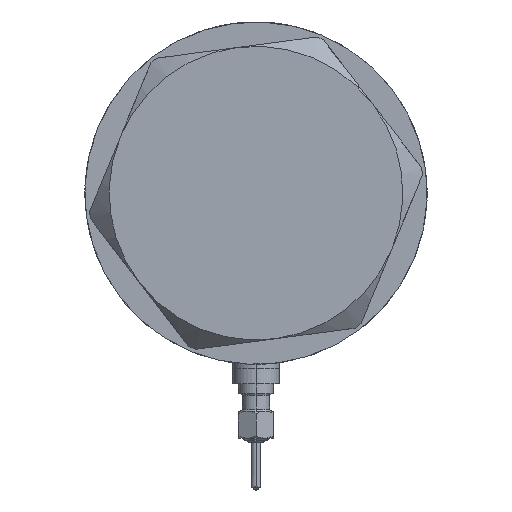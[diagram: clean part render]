
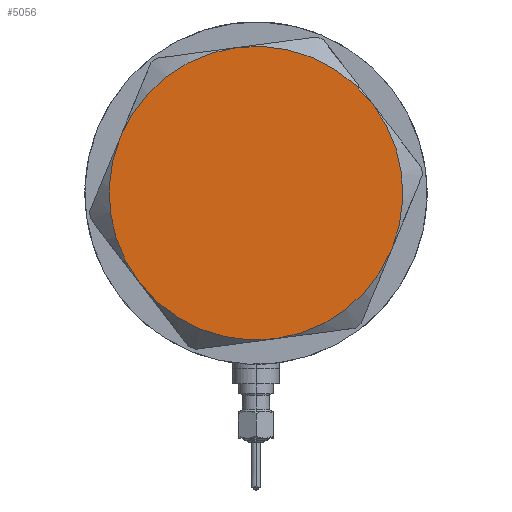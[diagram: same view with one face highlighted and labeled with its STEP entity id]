
A CAD part, left-side view. The second image highlights one B-rep face of the part: STEP entity #5056.
In plain terms, the highlighted face is planar.
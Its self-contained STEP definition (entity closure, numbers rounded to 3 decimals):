
#36 = DIRECTION ( 'NONE',  ( 1., 0., 0. ) ) ;
#72 = AXIS2_PLACEMENT_3D ( 'NONE', #2193, #614, #1160 ) ;
#138 = DIRECTION ( 'NONE',  ( 0., 0., 1. ) ) ;
#419 = ORIENTED_EDGE ( 'NONE', *, *, #2320, .T. ) ;
#541 = ORIENTED_EDGE ( 'NONE', *, *, #1667, .T. ) ;
#614 = DIRECTION ( 'NONE',  ( 0., 0., 1. ) ) ;
#785 = DIRECTION ( 'NONE',  ( 0., 0., 1. ) ) ;
#866 = VERTEX_POINT ( 'NONE', #6104 ) ;
#899 = CIRCLE ( 'NONE', #3542, 37.75 ) ;
#928 = VERTEX_POINT ( 'NONE', #2205 ) ;
#1050 = CARTESIAN_POINT ( 'NONE',  ( -37.75, 0., 13. ) ) ;
#1114 = AXIS2_PLACEMENT_3D ( 'NONE', #2495, #6548, #1119 ) ;
#1119 = DIRECTION ( 'NONE',  ( 1., 0., 0. ) ) ;
#1160 = DIRECTION ( 'NONE',  ( 1., 0., 0. ) ) ;
#1667 = EDGE_CURVE ( 'NONE', #4878, #866, #3208, .T. ) ;
#1673 = CARTESIAN_POINT ( 'NONE',  ( 0., 0., 13. ) ) ;
#1867 = DIRECTION ( 'NONE',  ( 1., 0., 0. ) ) ;
#2148 = VERTEX_POINT ( 'NONE', #5005 ) ;
#2193 = CARTESIAN_POINT ( 'NONE',  ( 0., 0., 13. ) ) ;
#2205 = CARTESIAN_POINT ( 'NONE',  ( 18.875, 32.692, 13. ) ) ;
#2225 = PLANE ( 'NONE',  #5876 ) ;
#2320 = EDGE_CURVE ( 'NONE', #6099, #4878, #6054, .T. ) ;
#2472 = DIRECTION ( 'NONE',  ( 0., 0., 1. ) ) ;
#2495 = CARTESIAN_POINT ( 'NONE',  ( 0., 0., 13. ) ) ;
#2538 = CARTESIAN_POINT ( 'NONE',  ( 0., 0., 13. ) ) ;
#2724 = DIRECTION ( 'NONE',  ( 0., 0., 1. ) ) ;
#2787 = ORIENTED_EDGE ( 'NONE', *, *, #4918, .T. ) ;
#2794 = AXIS2_PLACEMENT_3D ( 'NONE', #6322, #2724, #4271 ) ;
#2905 = VERTEX_POINT ( 'NONE', #5000 ) ;
#2998 = CARTESIAN_POINT ( 'NONE',  ( -18.875, 32.692, 13. ) ) ;
#3208 = CIRCLE ( 'NONE', #3609, 37.75 ) ;
#3542 = AXIS2_PLACEMENT_3D ( 'NONE', #4057, #785, #4873 ) ;
#3609 = AXIS2_PLACEMENT_3D ( 'NONE', #3951, #2472, #1867 ) ;
#3682 = ORIENTED_EDGE ( 'NONE', *, *, #4627, .T. ) ;
#3951 = CARTESIAN_POINT ( 'NONE',  ( 0., 0., 13. ) ) ;
#4057 = CARTESIAN_POINT ( 'NONE',  ( 0., 0., 13. ) ) ;
#4271 = DIRECTION ( 'NONE',  ( 1., 0., 0. ) ) ;
#4438 = DIRECTION ( 'NONE',  ( 1., 0., 0. ) ) ;
#4474 = EDGE_CURVE ( 'NONE', #866, #2148, #5983, .T. ) ;
#4627 = EDGE_CURVE ( 'NONE', #2148, #2905, #6400, .T. ) ;
#4742 = CIRCLE ( 'NONE', #72, 37.75 ) ;
#4809 = ORIENTED_EDGE ( 'NONE', *, *, #6151, .T. ) ;
#4873 = DIRECTION ( 'NONE',  ( 1., 0., 0. ) ) ;
#4878 = VERTEX_POINT ( 'NONE', #1050 ) ;
#4918 = EDGE_CURVE ( 'NONE', #928, #6099, #899, .T. ) ;
#5000 = CARTESIAN_POINT ( 'NONE',  ( 37.75, 0., 13. ) ) ;
#5005 = CARTESIAN_POINT ( 'NONE',  ( 18.875, -32.692, 13. ) ) ;
#5056 = ADVANCED_FACE ( 'NONE', ( #6226 ), #2225, .T. ) ;
#5209 = ORIENTED_EDGE ( 'NONE', *, *, #4474, .T. ) ;
#5229 = DIRECTION ( 'NONE',  ( 0., 0., 1. ) ) ;
#5746 = AXIS2_PLACEMENT_3D ( 'NONE', #2538, #138, #36 ) ;
#5876 = AXIS2_PLACEMENT_3D ( 'NONE', #1673, #5229, #4438 ) ;
#5983 = CIRCLE ( 'NONE', #1114, 37.75 ) ;
#6054 = CIRCLE ( 'NONE', #5746, 37.75 ) ;
#6099 = VERTEX_POINT ( 'NONE', #2998 ) ;
#6104 = CARTESIAN_POINT ( 'NONE',  ( -18.875, -32.692, 13. ) ) ;
#6151 = EDGE_CURVE ( 'NONE', #2905, #928, #4742, .T. ) ;
#6226 = FACE_OUTER_BOUND ( 'NONE', #6476, .T. ) ;
#6322 = CARTESIAN_POINT ( 'NONE',  ( 0., 0., 13. ) ) ;
#6400 = CIRCLE ( 'NONE', #2794, 37.75 ) ;
#6476 = EDGE_LOOP ( 'NONE', ( #3682, #4809, #2787, #419, #541, #5209 ) ) ;
#6548 = DIRECTION ( 'NONE',  ( 0., 0., 1. ) ) ;
